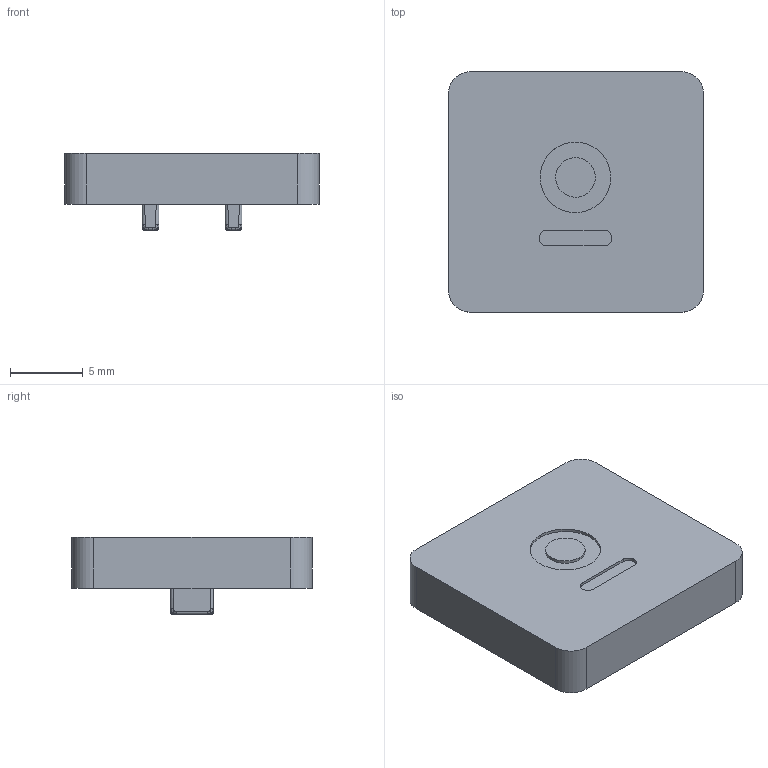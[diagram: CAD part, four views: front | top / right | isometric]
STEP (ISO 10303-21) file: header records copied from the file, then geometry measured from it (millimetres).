
FILE_DESCRIPTION(/* description */ (''),/* implementation_level */ '2;1');
FILE_NAME(/* name */ 'mote-homing.step',/* time_stamp */ '2024-05-02T22:54:58+03:00',/* author */ (''),/* organization */ (''),/* preprocessor_version */ 'ST-DEVELOPER v20',/* originating_system */ 'Autodesk Translation Framework v12.20.1.177',/* authorisation */ '');
FILE_SCHEMA (('AUTOMOTIVE_DESIGN { 1 0 10303 214 3 1 1 }'));
Length unit declared in the file: millimetre
Products named in the file (2): Mote Keycaps; Kailh Choc Plug
Assembly tree (1 placements, depth 2):
  Mote Keycaps
    Kailh Choc Plug
Bounding box: 17.5 x 16.5 x 5.3 mm (x, y, z)
Volume: 641.8 mm3; surface area: 1174.1 mm2
Topology: 2 solids, 2 shells, 172 faces, 438 edges, 276 vertices
Faces by surface type: bspline 108, cylinder 32, plane 32
Entity records: 8728 total; most frequent: CARTESIAN_POINT 4886, ORIENTED_EDGE 876, DIRECTION 662, EDGE_CURVE 438, VERTEX_POINT 276, AXIS2_PLACEMENT_3D 276, CIRCLE 208, EDGE_LOOP 178
